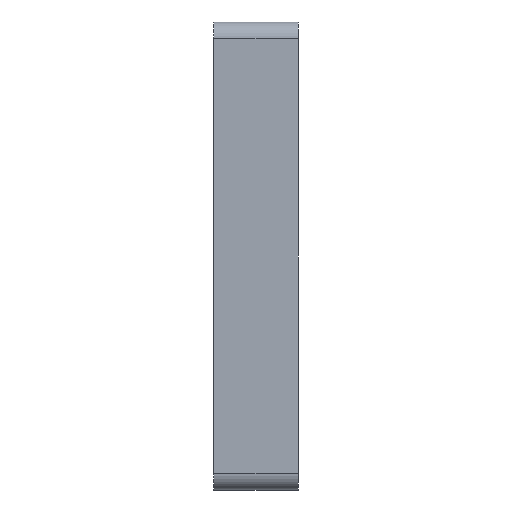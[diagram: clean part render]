
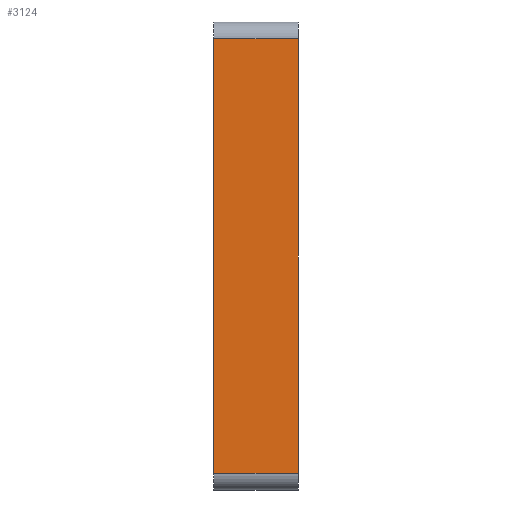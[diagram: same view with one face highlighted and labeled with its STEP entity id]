
A CAD part, left-side view. The second image highlights one B-rep face of the part: STEP entity #3124.
In plain terms, the highlighted planar face has unit normal (-1, 0, 0).
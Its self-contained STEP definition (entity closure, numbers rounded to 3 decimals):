
#187 = CARTESIAN_POINT ( 'NONE',  ( -50., 15.4, 39.5 ) ) ;
#336 = EDGE_CURVE ( 'NONE', #3368, #438, #3643, .T. ) ;
#398 = LINE ( 'NONE', #4545, #843 ) ;
#437 = VECTOR ( 'NONE', #837, 1000. ) ;
#438 = VERTEX_POINT ( 'NONE', #187 ) ;
#450 = AXIS2_PLACEMENT_3D ( 'NONE', #4847, #1078, #2761 ) ;
#566 = VERTEX_POINT ( 'NONE', #4929 ) ;
#693 = CARTESIAN_POINT ( 'NONE',  ( -50., 15.6, 39.5 ) ) ;
#757 = CARTESIAN_POINT ( 'NONE',  ( -50., 0., -39.5 ) ) ;
#823 = CARTESIAN_POINT ( 'NONE',  ( -50., 15.4, -39.5 ) ) ;
#837 = DIRECTION ( 'NONE',  ( 0., -1., 0. ) ) ;
#843 = VECTOR ( 'NONE', #4994, 1000. ) ;
#974 = LINE ( 'NONE', #693, #4930 ) ;
#1078 = DIRECTION ( 'NONE',  ( -1., 0., 0. ) ) ;
#1223 = CARTESIAN_POINT ( 'NONE',  ( -50., 0., -39.5 ) ) ;
#1250 = VERTEX_POINT ( 'NONE', #757 ) ;
#1650 = EDGE_CURVE ( 'NONE', #566, #1250, #398, .T. ) ;
#1693 = DIRECTION ( 'NONE',  ( 0., 0., 1. ) ) ;
#1748 = EDGE_CURVE ( 'NONE', #566, #438, #974, .T. ) ;
#1874 = DIRECTION ( 'NONE',  ( 0., 1., 0. ) ) ;
#1896 = PLANE ( 'NONE',  #450 ) ;
#1994 = FACE_OUTER_BOUND ( 'NONE', #3086, .T. ) ;
#2248 = ORIENTED_EDGE ( 'NONE', *, *, #1650, .F. ) ;
#2761 = DIRECTION ( 'NONE',  ( 0., 0., 1. ) ) ;
#2815 = ORIENTED_EDGE ( 'NONE', *, *, #336, .F. ) ;
#2932 = ORIENTED_EDGE ( 'NONE', *, *, #1748, .T. ) ;
#3086 = EDGE_LOOP ( 'NONE', ( #3376, #2248, #2932, #2815 ) ) ;
#3124 = ADVANCED_FACE ( 'NONE', ( #1994 ), #1896, .T. ) ;
#3279 = EDGE_CURVE ( 'NONE', #3368, #1250, #4510, .T. ) ;
#3368 = VERTEX_POINT ( 'NONE', #3874 ) ;
#3376 = ORIENTED_EDGE ( 'NONE', *, *, #3279, .T. ) ;
#3402 = VECTOR ( 'NONE', #1693, 1000. ) ;
#3643 = LINE ( 'NONE', #823, #3402 ) ;
#3874 = CARTESIAN_POINT ( 'NONE',  ( -50., 15.4, -39.5 ) ) ;
#4510 = LINE ( 'NONE', #1223, #437 ) ;
#4545 = CARTESIAN_POINT ( 'NONE',  ( -50., 0., 42.5 ) ) ;
#4847 = CARTESIAN_POINT ( 'NONE',  ( -50., 15.6, 42.5 ) ) ;
#4929 = CARTESIAN_POINT ( 'NONE',  ( -50., 0., 39.5 ) ) ;
#4930 = VECTOR ( 'NONE', #1874, 1000. ) ;
#4994 = DIRECTION ( 'NONE',  ( 0., 0., -1. ) ) ;
